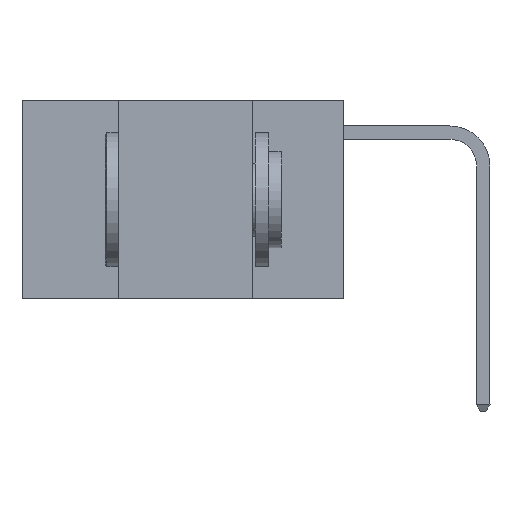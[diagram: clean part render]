
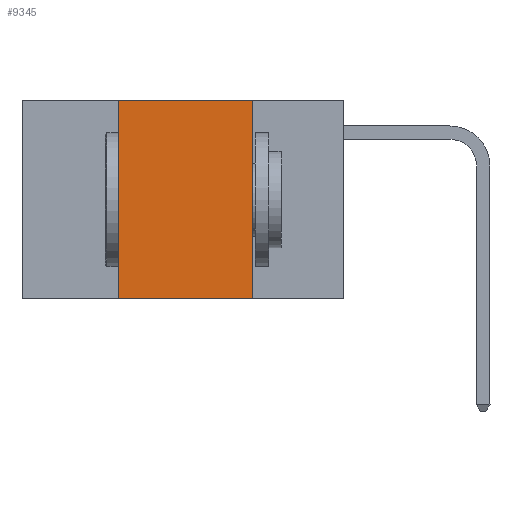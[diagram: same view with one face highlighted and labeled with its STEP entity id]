
A CAD part, left-side view. The second image highlights one B-rep face of the part: STEP entity #9345.
In plain terms, the highlighted planar face has unit normal (-1, 0, 0).
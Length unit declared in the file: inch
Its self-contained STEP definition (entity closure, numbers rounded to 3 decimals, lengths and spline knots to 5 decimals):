
#129 = ORIENTED_EDGE ( 'NONE', *, *, #4790, .F. ) ;
#569 = EDGE_LOOP ( 'NONE', ( #6892, #129, #2851, #1657 ) ) ;
#1393 = VECTOR ( 'NONE', #8729, 39.37008 ) ;
#1452 = DIRECTION ( 'NONE',  ( 0., 0., 1. ) ) ;
#1525 = CARTESIAN_POINT ( 'NONE',  ( 0., 0.6, 0. ) ) ;
#1657 = ORIENTED_EDGE ( 'NONE', *, *, #9402, .T. ) ;
#2163 = CARTESIAN_POINT ( 'NONE',  ( 0., 0.42, 0. ) ) ;
#2851 = ORIENTED_EDGE ( 'NONE', *, *, #5333, .F. ) ;
#2990 = LINE ( 'NONE', #11206, #7084 ) ;
#3620 = VECTOR ( 'NONE', #4725, 39.37008 ) ;
#3968 = LINE ( 'NONE', #2163, #9196 ) ;
#4290 = PLANE ( 'NONE',  #4857 ) ;
#4333 = CARTESIAN_POINT ( 'NONE',  ( 0., 0.17, 0. ) ) ;
#4725 = DIRECTION ( 'NONE',  ( 0., -1., 0. ) ) ;
#4790 = EDGE_CURVE ( 'NONE', #5249, #9890, #5800, .T. ) ;
#4857 = AXIS2_PLACEMENT_3D ( 'NONE', #1525, #9795, #9731 ) ;
#5066 = CARTESIAN_POINT ( 'NONE',  ( 0., 0.6, -0.37 ) ) ;
#5131 = LINE ( 'NONE', #5066, #1393 ) ;
#5249 = VERTEX_POINT ( 'NONE', #10098 ) ;
#5267 = CARTESIAN_POINT ( 'NONE',  ( 0., 0.17, -0.37 ) ) ;
#5333 = EDGE_CURVE ( 'NONE', #5630, #5249, #3968, .T. ) ;
#5587 = CARTESIAN_POINT ( 'NONE',  ( 0., 0.42, -0.37 ) ) ;
#5630 = VERTEX_POINT ( 'NONE', #5587 ) ;
#5800 = LINE ( 'NONE', #6515, #3620 ) ;
#6515 = CARTESIAN_POINT ( 'NONE',  ( 0., 0.6, 0. ) ) ;
#6892 = ORIENTED_EDGE ( 'NONE', *, *, #8377, .F. ) ;
#7084 = VECTOR ( 'NONE', #9360, 39.37008 ) ;
#7647 = VERTEX_POINT ( 'NONE', #5267 ) ;
#7812 = FACE_OUTER_BOUND ( 'NONE', #569, .T. ) ;
#8377 = EDGE_CURVE ( 'NONE', #9890, #7647, #2990, .T. ) ;
#8729 = DIRECTION ( 'NONE',  ( 0., -1., 0. ) ) ;
#9196 = VECTOR ( 'NONE', #1452, 39.37008 ) ;
#9345 = ADVANCED_FACE ( 'NONE', ( #7812 ), #4290, .F. ) ;
#9360 = DIRECTION ( 'NONE',  ( 0., 0., -1. ) ) ;
#9402 = EDGE_CURVE ( 'NONE', #5630, #7647, #5131, .T. ) ;
#9731 = DIRECTION ( 'NONE',  ( 0., 0., -1. ) ) ;
#9795 = DIRECTION ( 'NONE',  ( 1., 0., 0. ) ) ;
#9890 = VERTEX_POINT ( 'NONE', #4333 ) ;
#10098 = CARTESIAN_POINT ( 'NONE',  ( 0., 0.42, 0. ) ) ;
#11206 = CARTESIAN_POINT ( 'NONE',  ( 0., 0.17, 0. ) ) ;
